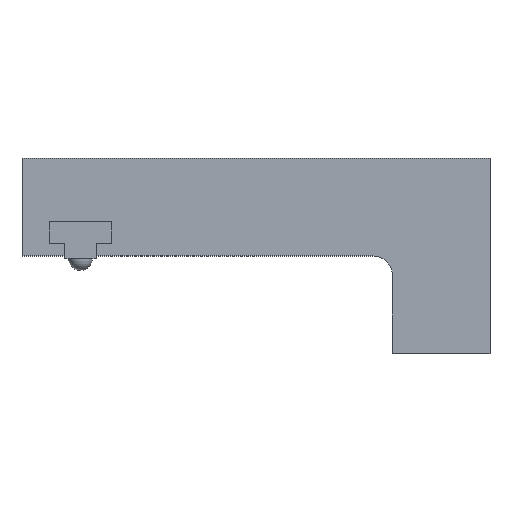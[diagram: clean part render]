
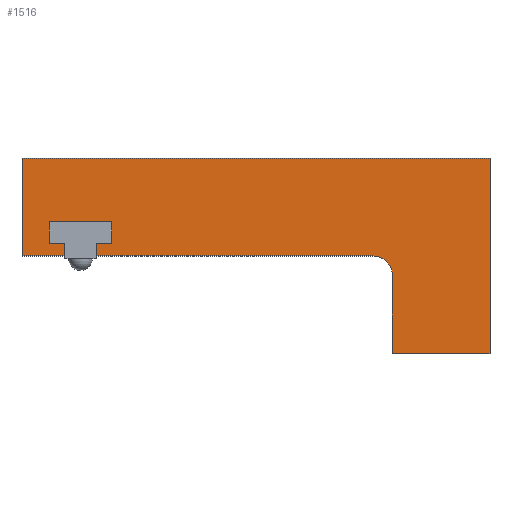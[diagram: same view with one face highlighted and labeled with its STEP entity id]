
A CAD part, top view. The second image highlights one B-rep face of the part: STEP entity #1516.
In plain terms, the highlighted planar face has unit normal (0, 0, 1).
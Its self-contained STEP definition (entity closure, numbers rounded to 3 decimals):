
#961 = VERTEX_POINT('',#962);
#962 = CARTESIAN_POINT('',(5.,0.,0.3));
#969 = PLANE('',#970);
#970 = AXIS2_PLACEMENT_3D('',#971,#972,#973);
#971 = CARTESIAN_POINT('',(5.,0.,0.));
#972 = DIRECTION('',(0.,-1.,0.));
#973 = DIRECTION('',(-1.,0.,0.));
#981 = PLANE('',#982);
#982 = AXIS2_PLACEMENT_3D('',#983,#984,#985);
#983 = CARTESIAN_POINT('',(5.,10.,0.));
#984 = DIRECTION('',(1.,0.,0.));
#985 = DIRECTION('',(0.,-1.,0.));
#993 = EDGE_CURVE('',#961,#994,#996,.T.);
#994 = VERTEX_POINT('',#995);
#995 = CARTESIAN_POINT('',(0.,0.,0.3));
#996 = SURFACE_CURVE('',#997,(#1001,#1008),.PCURVE_S1.);
#997 = LINE('',#998,#999);
#998 = CARTESIAN_POINT('',(5.,0.,0.3));
#999 = VECTOR('',#1000,1.);
#1000 = DIRECTION('',(-1.,0.,0.));
#1001 = PCURVE('',#969,#1002);
#1002 = DEFINITIONAL_REPRESENTATION('',(#1003),#1007);
#1003 = LINE('',#1004,#1005);
#1004 = CARTESIAN_POINT('',(0.,-0.3));
#1005 = VECTOR('',#1006,1.);
#1006 = DIRECTION('',(1.,0.));
#1007 = ( GEOMETRIC_REPRESENTATION_CONTEXT(2) 
PARAMETRIC_REPRESENTATION_CONTEXT() REPRESENTATION_CONTEXT('2D SPACE',''
  ) );
#1008 = PCURVE('',#1009,#1014);
#1009 = PLANE('',#1010);
#1010 = AXIS2_PLACEMENT_3D('',#1011,#1012,#1013);
#1011 = CARTESIAN_POINT('',(-5.641,6.405,0.3));
#1012 = DIRECTION('',(0.,0.,-1.));
#1013 = DIRECTION('',(-1.,0.,0.));
#1014 = DEFINITIONAL_REPRESENTATION('',(#1015),#1019);
#1015 = LINE('',#1016,#1017);
#1016 = CARTESIAN_POINT('',(-10.641,-6.405));
#1017 = VECTOR('',#1018,1.);
#1018 = DIRECTION('',(1.,0.));
#1019 = ( GEOMETRIC_REPRESENTATION_CONTEXT(2) 
PARAMETRIC_REPRESENTATION_CONTEXT() REPRESENTATION_CONTEXT('2D SPACE',''
  ) );
#1037 = PLANE('',#1038);
#1038 = AXIS2_PLACEMENT_3D('',#1039,#1040,#1041);
#1039 = CARTESIAN_POINT('',(0.,0.,0.));
#1040 = DIRECTION('',(-1.,0.,0.));
#1041 = DIRECTION('',(0.,1.,0.));
#1079 = EDGE_CURVE('',#994,#1080,#1082,.T.);
#1080 = VERTEX_POINT('',#1081);
#1081 = CARTESIAN_POINT('',(0.,4.,0.3));
#1082 = SURFACE_CURVE('',#1083,(#1087,#1094),.PCURVE_S1.);
#1083 = LINE('',#1084,#1085);
#1084 = CARTESIAN_POINT('',(0.,0.,0.3));
#1085 = VECTOR('',#1086,1.);
#1086 = DIRECTION('',(0.,1.,0.));
#1087 = PCURVE('',#1037,#1088);
#1088 = DEFINITIONAL_REPRESENTATION('',(#1089),#1093);
#1089 = LINE('',#1090,#1091);
#1090 = CARTESIAN_POINT('',(0.,-0.3));
#1091 = VECTOR('',#1092,1.);
#1092 = DIRECTION('',(1.,0.));
#1093 = ( GEOMETRIC_REPRESENTATION_CONTEXT(2) 
PARAMETRIC_REPRESENTATION_CONTEXT() REPRESENTATION_CONTEXT('2D SPACE',''
  ) );
#1094 = PCURVE('',#1009,#1095);
#1095 = DEFINITIONAL_REPRESENTATION('',(#1096),#1100);
#1096 = LINE('',#1097,#1098);
#1097 = CARTESIAN_POINT('',(-5.641,-6.405));
#1098 = VECTOR('',#1099,1.);
#1099 = DIRECTION('',(0.,1.));
#1100 = ( GEOMETRIC_REPRESENTATION_CONTEXT(2) 
PARAMETRIC_REPRESENTATION_CONTEXT() REPRESENTATION_CONTEXT('2D SPACE',''
  ) );
#1118 = CYLINDRICAL_SURFACE('',#1119,1.);
#1119 = AXIS2_PLACEMENT_3D('',#1120,#1121,#1122);
#1120 = CARTESIAN_POINT('',(-1.,4.,0.));
#1121 = DIRECTION('',(0.,0.,-1.));
#1122 = DIRECTION('',(1.,0.,0.));
#1155 = EDGE_CURVE('',#1080,#1156,#1158,.T.);
#1156 = VERTEX_POINT('',#1157);
#1157 = CARTESIAN_POINT('',(-1.,5.,0.3));
#1158 = SURFACE_CURVE('',#1159,(#1164,#1171),.PCURVE_S1.);
#1159 = CIRCLE('',#1160,1.);
#1160 = AXIS2_PLACEMENT_3D('',#1161,#1162,#1163);
#1161 = CARTESIAN_POINT('',(-1.,4.,0.3));
#1162 = DIRECTION('',(0.,0.,1.));
#1163 = DIRECTION('',(1.,0.,0.));
#1164 = PCURVE('',#1118,#1165);
#1165 = DEFINITIONAL_REPRESENTATION('',(#1166),#1170);
#1166 = LINE('',#1167,#1168);
#1167 = CARTESIAN_POINT('',(0.,-0.3));
#1168 = VECTOR('',#1169,1.);
#1169 = DIRECTION('',(-1.,0.));
#1170 = ( GEOMETRIC_REPRESENTATION_CONTEXT(2) 
PARAMETRIC_REPRESENTATION_CONTEXT() REPRESENTATION_CONTEXT('2D SPACE',''
  ) );
#1171 = PCURVE('',#1009,#1172);
#1172 = DEFINITIONAL_REPRESENTATION('',(#1173),#1181);
#1173 = ( BOUNDED_CURVE() B_SPLINE_CURVE(2,(#1174,#1175,#1176,#1177,
#1178,#1179,#1180),.UNSPECIFIED.,.T.,.F.) B_SPLINE_CURVE_WITH_KNOTS((1,2
    ,2,2,2,1),(-2.094,0.,2.094,4.189,
6.283,8.378),.UNSPECIFIED.) CURVE() 
GEOMETRIC_REPRESENTATION_ITEM() RATIONAL_B_SPLINE_CURVE((1.,0.5,1.,0.5,
1.,0.5,1.)) REPRESENTATION_ITEM('') );
#1174 = CARTESIAN_POINT('',(-5.641,-2.405));
#1175 = CARTESIAN_POINT('',(-5.641,-0.673));
#1176 = CARTESIAN_POINT('',(-4.141,-1.539));
#1177 = CARTESIAN_POINT('',(-2.641,-2.405));
#1178 = CARTESIAN_POINT('',(-4.141,-3.271));
#1179 = CARTESIAN_POINT('',(-5.641,-4.137));
#1180 = CARTESIAN_POINT('',(-5.641,-2.405));
#1181 = ( GEOMETRIC_REPRESENTATION_CONTEXT(2) 
PARAMETRIC_REPRESENTATION_CONTEXT() REPRESENTATION_CONTEXT('2D SPACE',''
  ) );
#1199 = PLANE('',#1200);
#1200 = AXIS2_PLACEMENT_3D('',#1201,#1202,#1203);
#1201 = CARTESIAN_POINT('',(-1.,5.,0.));
#1202 = DIRECTION('',(0.,-1.,0.));
#1203 = DIRECTION('',(-1.,0.,0.));
#1241 = EDGE_CURVE('',#1156,#1242,#1244,.T.);
#1242 = VERTEX_POINT('',#1243);
#1243 = CARTESIAN_POINT('',(-19.,5.,0.3));
#1244 = SURFACE_CURVE('',#1245,(#1249,#1256),.PCURVE_S1.);
#1245 = LINE('',#1246,#1247);
#1246 = CARTESIAN_POINT('',(-1.,5.,0.3));
#1247 = VECTOR('',#1248,1.);
#1248 = DIRECTION('',(-1.,0.,0.));
#1249 = PCURVE('',#1199,#1250);
#1250 = DEFINITIONAL_REPRESENTATION('',(#1251),#1255);
#1251 = LINE('',#1252,#1253);
#1252 = CARTESIAN_POINT('',(0.,-0.3));
#1253 = VECTOR('',#1254,1.);
#1254 = DIRECTION('',(1.,0.));
#1255 = ( GEOMETRIC_REPRESENTATION_CONTEXT(2) 
PARAMETRIC_REPRESENTATION_CONTEXT() REPRESENTATION_CONTEXT('2D SPACE',''
  ) );
#1256 = PCURVE('',#1009,#1257);
#1257 = DEFINITIONAL_REPRESENTATION('',(#1258),#1262);
#1258 = LINE('',#1259,#1260);
#1259 = CARTESIAN_POINT('',(-4.641,-1.405));
#1260 = VECTOR('',#1261,1.);
#1261 = DIRECTION('',(1.,0.));
#1262 = ( GEOMETRIC_REPRESENTATION_CONTEXT(2) 
PARAMETRIC_REPRESENTATION_CONTEXT() REPRESENTATION_CONTEXT('2D SPACE',''
  ) );
#1280 = PLANE('',#1281);
#1281 = AXIS2_PLACEMENT_3D('',#1282,#1283,#1284);
#1282 = CARTESIAN_POINT('',(-19.,5.,0.));
#1283 = DIRECTION('',(-1.,0.,0.));
#1284 = DIRECTION('',(0.,1.,0.));
#1317 = EDGE_CURVE('',#1242,#1318,#1320,.T.);
#1318 = VERTEX_POINT('',#1319);
#1319 = CARTESIAN_POINT('',(-19.,10.,0.3));
#1320 = SURFACE_CURVE('',#1321,(#1325,#1332),.PCURVE_S1.);
#1321 = LINE('',#1322,#1323);
#1322 = CARTESIAN_POINT('',(-19.,5.,0.3));
#1323 = VECTOR('',#1324,1.);
#1324 = DIRECTION('',(0.,1.,0.));
#1325 = PCURVE('',#1280,#1326);
#1326 = DEFINITIONAL_REPRESENTATION('',(#1327),#1331);
#1327 = LINE('',#1328,#1329);
#1328 = CARTESIAN_POINT('',(0.,-0.3));
#1329 = VECTOR('',#1330,1.);
#1330 = DIRECTION('',(1.,0.));
#1331 = ( GEOMETRIC_REPRESENTATION_CONTEXT(2) 
PARAMETRIC_REPRESENTATION_CONTEXT() REPRESENTATION_CONTEXT('2D SPACE',''
  ) );
#1332 = PCURVE('',#1009,#1333);
#1333 = DEFINITIONAL_REPRESENTATION('',(#1334),#1338);
#1334 = LINE('',#1335,#1336);
#1335 = CARTESIAN_POINT('',(13.359,-1.405));
#1336 = VECTOR('',#1337,1.);
#1337 = DIRECTION('',(0.,1.));
#1338 = ( GEOMETRIC_REPRESENTATION_CONTEXT(2) 
PARAMETRIC_REPRESENTATION_CONTEXT() REPRESENTATION_CONTEXT('2D SPACE',''
  ) );
#1356 = PLANE('',#1357);
#1357 = AXIS2_PLACEMENT_3D('',#1358,#1359,#1360);
#1358 = CARTESIAN_POINT('',(-19.,10.,0.));
#1359 = DIRECTION('',(0.,1.,0.));
#1360 = DIRECTION('',(1.,0.,0.));
#1393 = EDGE_CURVE('',#1318,#1394,#1396,.T.);
#1394 = VERTEX_POINT('',#1395);
#1395 = CARTESIAN_POINT('',(5.,10.,0.3));
#1396 = SURFACE_CURVE('',#1397,(#1401,#1408),.PCURVE_S1.);
#1397 = LINE('',#1398,#1399);
#1398 = CARTESIAN_POINT('',(-19.,10.,0.3));
#1399 = VECTOR('',#1400,1.);
#1400 = DIRECTION('',(1.,0.,0.));
#1401 = PCURVE('',#1356,#1402);
#1402 = DEFINITIONAL_REPRESENTATION('',(#1403),#1407);
#1403 = LINE('',#1404,#1405);
#1404 = CARTESIAN_POINT('',(0.,-0.3));
#1405 = VECTOR('',#1406,1.);
#1406 = DIRECTION('',(1.,0.));
#1407 = ( GEOMETRIC_REPRESENTATION_CONTEXT(2) 
PARAMETRIC_REPRESENTATION_CONTEXT() REPRESENTATION_CONTEXT('2D SPACE',''
  ) );
#1408 = PCURVE('',#1009,#1409);
#1409 = DEFINITIONAL_REPRESENTATION('',(#1410),#1414);
#1410 = LINE('',#1411,#1412);
#1411 = CARTESIAN_POINT('',(13.359,3.595));
#1412 = VECTOR('',#1413,1.);
#1413 = DIRECTION('',(-1.,0.));
#1414 = ( GEOMETRIC_REPRESENTATION_CONTEXT(2) 
PARAMETRIC_REPRESENTATION_CONTEXT() REPRESENTATION_CONTEXT('2D SPACE',''
  ) );
#1464 = EDGE_CURVE('',#1394,#961,#1465,.T.);
#1465 = SURFACE_CURVE('',#1466,(#1470,#1477),.PCURVE_S1.);
#1466 = LINE('',#1467,#1468);
#1467 = CARTESIAN_POINT('',(5.,10.,0.3));
#1468 = VECTOR('',#1469,1.);
#1469 = DIRECTION('',(0.,-1.,0.));
#1470 = PCURVE('',#981,#1471);
#1471 = DEFINITIONAL_REPRESENTATION('',(#1472),#1476);
#1472 = LINE('',#1473,#1474);
#1473 = CARTESIAN_POINT('',(0.,-0.3));
#1474 = VECTOR('',#1475,1.);
#1475 = DIRECTION('',(1.,0.));
#1476 = ( GEOMETRIC_REPRESENTATION_CONTEXT(2) 
PARAMETRIC_REPRESENTATION_CONTEXT() REPRESENTATION_CONTEXT('2D SPACE',''
  ) );
#1477 = PCURVE('',#1009,#1478);
#1478 = DEFINITIONAL_REPRESENTATION('',(#1479),#1483);
#1479 = LINE('',#1480,#1481);
#1480 = CARTESIAN_POINT('',(-10.641,3.595));
#1481 = VECTOR('',#1482,1.);
#1482 = DIRECTION('',(0.,-1.));
#1483 = ( GEOMETRIC_REPRESENTATION_CONTEXT(2) 
PARAMETRIC_REPRESENTATION_CONTEXT() REPRESENTATION_CONTEXT('2D SPACE',''
  ) );
#1516 = ADVANCED_FACE('',(#1517),#1009,.F.);
#1517 = FACE_BOUND('',#1518,.F.);
#1518 = EDGE_LOOP('',(#1519,#1520,#1521,#1522,#1523,#1524,#1525));
#1519 = ORIENTED_EDGE('',*,*,#993,.T.);
#1520 = ORIENTED_EDGE('',*,*,#1079,.T.);
#1521 = ORIENTED_EDGE('',*,*,#1155,.T.);
#1522 = ORIENTED_EDGE('',*,*,#1241,.T.);
#1523 = ORIENTED_EDGE('',*,*,#1317,.T.);
#1524 = ORIENTED_EDGE('',*,*,#1393,.T.);
#1525 = ORIENTED_EDGE('',*,*,#1464,.T.);
